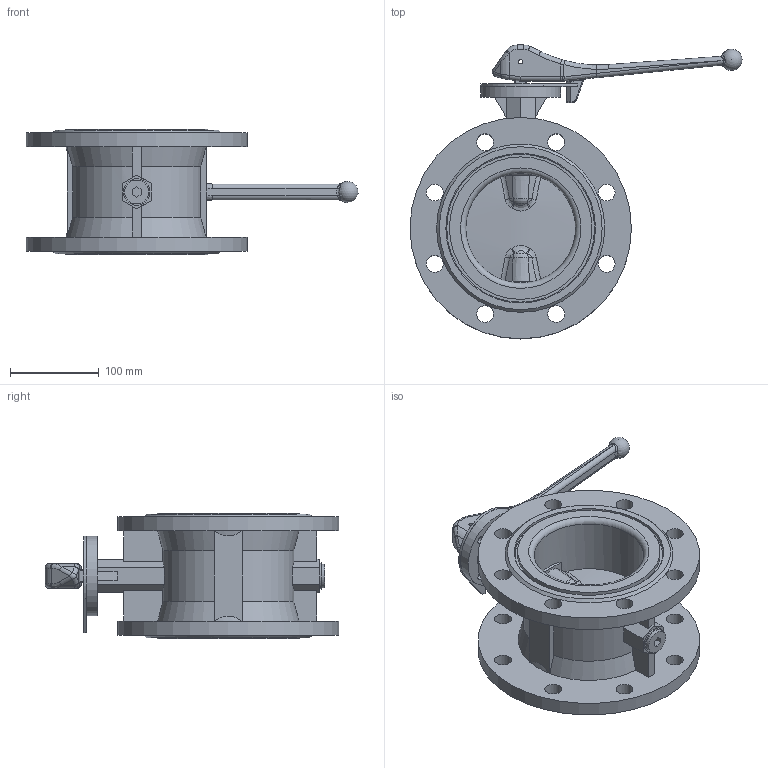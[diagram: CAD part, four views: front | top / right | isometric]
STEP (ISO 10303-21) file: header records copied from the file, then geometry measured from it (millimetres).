
FILE_DESCRIPTION(/* description */ ('STEP AP203'),/* implementation_level */ '2;1');
FILE_NAME(/* name */ '2343BS-125_STP_1.step',/* time_stamp */ '2025-10-29T14:35:28+01:00',/* author */ (''),/* organization */ (''),/* preprocessor_version */ 'ST-DEVELOPER v20.1',/* originating_system */ 'Autodesk Translation Framework v14.10.0.0',/* authorisation */ '');
FILE_SCHEMA (('AUTOMOTIVE_DESIGN { 1 0 10303 214 3 1 1 }'));
Length unit declared in the file: millimetre
Products named in the file (2): EVFS-i DN125 PN16 F07-L14; EV-SERIES LEVER L2
Assembly tree (1 placements, depth 2):
  EVFS-i DN125 PN16 F07-L14
    EV-SERIES LEVER L2
Bounding box: 374.91 x 332 x 142 mm (x, y, z)
Volume: 2310967.7 mm3; surface area: 373879.5 mm2
Topology: 2 solids, 2 shells, 615 faces, 1598 edges, 1012 vertices
Faces by surface type: plane 306, bspline 136, cylinder 108, torus 32, cone 27, sphere 6
Full cylindrical faces by diameter (mm): 5 x1, 9 x4, 16 x1, 18 x1, 19 x16, 27 x1, 30 x1, 55 x1, 90 x1, 124 x1, 161 x2, 169 x2, 250 x2
Entity records: 26450 total; most frequent: CARTESIAN_POINT 11936, ORIENTED_EDGE 3168, DIRECTION 2638, EDGE_CURVE 1584, VERTEX_POINT 1012, LINE 910, VECTOR 910, AXIS2_PLACEMENT_3D 864
